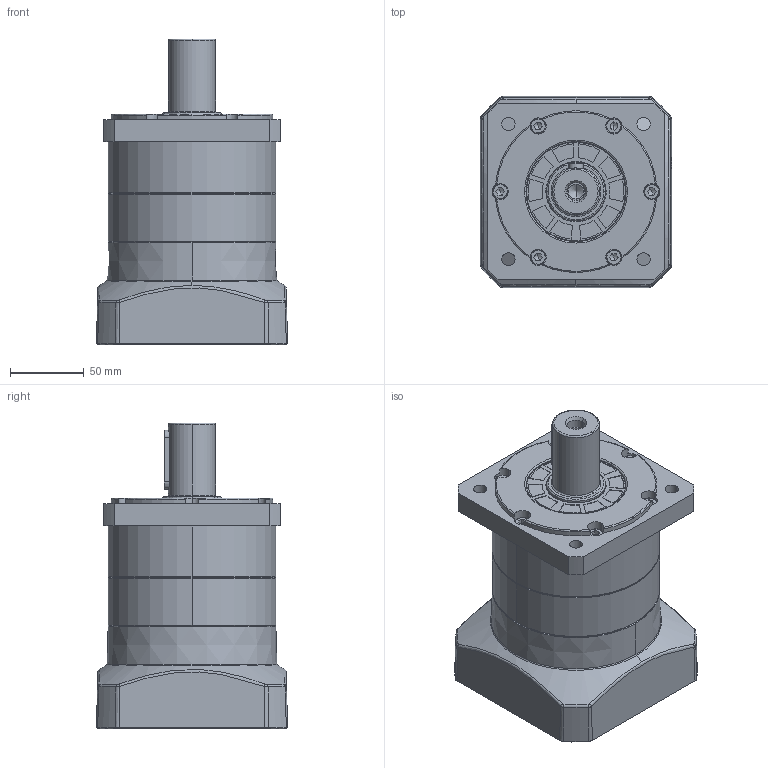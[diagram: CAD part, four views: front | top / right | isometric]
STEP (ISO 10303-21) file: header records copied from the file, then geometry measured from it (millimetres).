
FILE_DESCRIPTION (( 'STEP AP214' ), '1' );
FILE_NAME ('FB-120-L1-P2-¦µ24-¦µ110-¦µ145-M8-59-C32.STEP', '2024-01-05T01:17:23', ( 'admin' ), ( '' ), 'SwSTEP 2.0', 'SolidWorks 2013', '' );
FILE_SCHEMA (( 'AUTOMOTIVE_DESIGN' ));
Length unit declared in the file: millimetre
Products named in the file (9): 单边锁输入轴FB120-24（带螺丝）; 镂空输入法兰FB120-110X70XM8（新）; 怀堤傷褲极FB120; A倰す瑩10X40; 怀堤俴陎殤FB120-C32; M6樓粟菜; 内齿圈FB120-D108; FBK嘎殤蚐猾 KG40x68x5; FB-120-L1-P2-朴24-朴110-朴145-M8-59-C32
Assembly tree (19 placements, depth 2):
  FB-120-L1-P2-朴24-朴110-朴145-M8-59-C32
    FBK嘎殤蚐猾 KG40x68x5
    内齿圈FB120-D108
    M6樓粟菜  x12
    怀堤俴陎殤FB120-C32
    A倰す瑩10X40
    怀堤傷褲极FB120
    镂空输入法兰FB120-110X70XM8（新）
    单边锁输入轴FB120-24（带螺丝）
Bounding box: 129.95 x 129.95 x 208 mm (x, y, z)
Volume: 1492053.1 mm3; surface area: 252746 mm2
Topology: 8 solids, 33 shells, 1247 faces, 3021 edges, 1844 vertices
Faces by surface type: plane 325, bspline 305, cylinder 253, cone 188, torus 108, sphere 68
Entity records: 44738 total; most frequent: CARTESIAN_POINT 23944, ORIENTED_EDGE 4659, DIRECTION 3718, EDGE_CURVE 2333, AXIS2_PLACEMENT_3D 1574, VERTEX_POINT 1411, EDGE_LOOP 1065, ADVANCED_FACE 983
